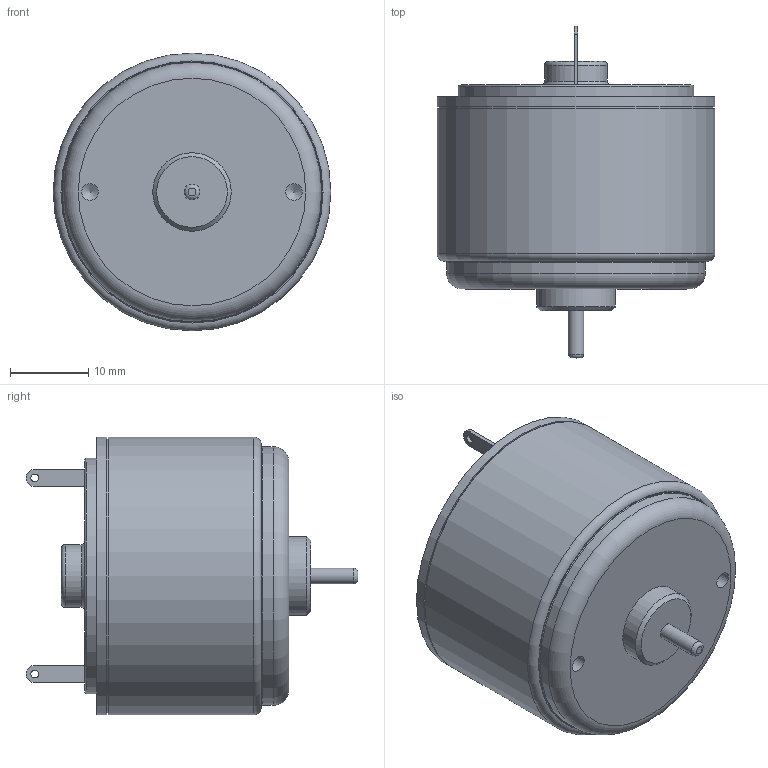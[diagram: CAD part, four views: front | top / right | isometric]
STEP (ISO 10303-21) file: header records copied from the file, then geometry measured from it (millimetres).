
FILE_DESCRIPTION((''),'2;1');
FILE_NAME('TP-3526G.STP','2013-06-14T13:25:23',('SSEGAWA'),(''),'Autodesk Inventor 2010','Autodesk Inventor 2010','');
FILE_SCHEMA(('CONFIG_CONTROL_DESIGN'));
Length unit declared in the file: millimetre
Products named in the file (1): tp_3526g
Bounding box: 35.4 x 42.3 x 35.4 mm (x, y, z)
Volume: 24980.3 mm3; surface area: 5007.5 mm2
Topology: 1 solids, 1 shells, 43 faces, 88 edges, 57 vertices
Faces by surface type: plane 18, cylinder 11, bspline 9, torus 4, cone 1
Full cylindrical faces by diameter (mm): 2 x1, 2.4 x1, 8 x1, 10 x1, 30 x1, 33 x1, 35 x1, 35.4 x2
Entity records: 1194 total; most frequent: CARTESIAN_POINT 386, DIRECTION 166, ORIENTED_EDGE 116, EDGE_LOOP 80, AXIS2_PLACEMENT_3D 73, EDGE_CURVE 58, VERTEX_POINT 50, FACE_OUTER_BOUND 43
